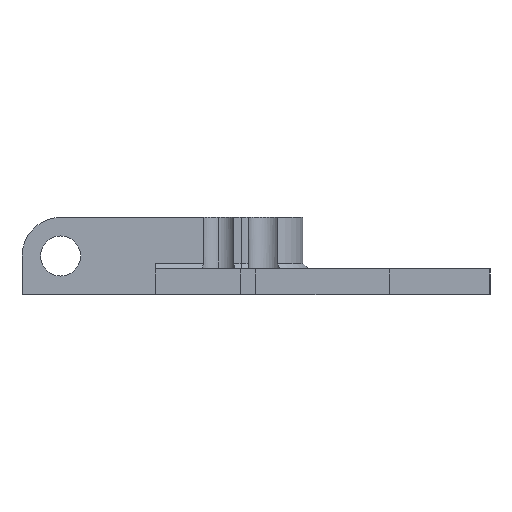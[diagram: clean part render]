
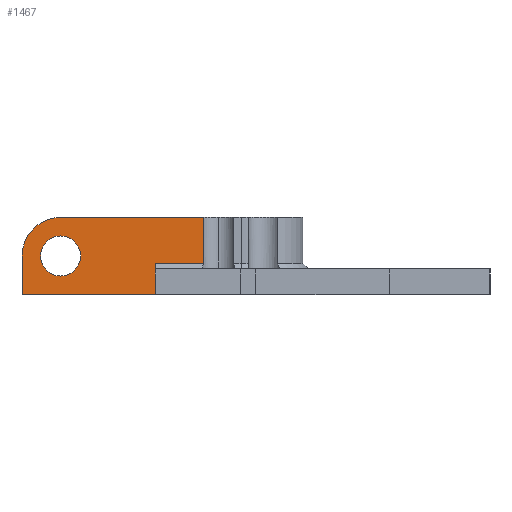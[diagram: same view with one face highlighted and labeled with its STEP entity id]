
A CAD part, left-side view. The second image highlights one B-rep face of the part: STEP entity #1467.
In plain terms, the highlighted face is planar.
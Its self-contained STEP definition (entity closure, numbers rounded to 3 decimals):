
#67 = CARTESIAN_POINT ( 'NONE',  ( 50.454, 35., -24.5 ) ) ;
#106 = VERTEX_POINT ( 'NONE', #67 ) ;
#122 = CIRCLE ( 'NONE', #586, 3.9 ) ;
#124 = EDGE_LOOP ( 'NONE', ( #262, #2853 ) ) ;
#155 = ORIENTED_EDGE ( 'NONE', *, *, #413, .F. ) ;
#163 = DIRECTION ( 'NONE',  ( 1., 0., 0. ) ) ;
#191 = LINE ( 'NONE', #765, #2912 ) ;
#261 = DIRECTION ( 'NONE',  ( 0., 0., 1. ) ) ;
#262 = ORIENTED_EDGE ( 'NONE', *, *, #473, .T. ) ;
#316 = VECTOR ( 'NONE', #2396, 1000. ) ;
#388 = VERTEX_POINT ( 'NONE', #716 ) ;
#413 = EDGE_CURVE ( 'NONE', #2477, #850, #1679, .T. ) ;
#449 = FACE_OUTER_BOUND ( 'NONE', #3086, .T. ) ;
#463 = DIRECTION ( 'NONE',  ( 0., 0., -1. ) ) ;
#473 = EDGE_CURVE ( 'NONE', #1617, #1900, #122, .T. ) ;
#484 = CARTESIAN_POINT ( 'NONE',  ( 24.584, 42.5, -24.5 ) ) ;
#556 = LINE ( 'NONE', #2468, #2319 ) ;
#558 = EDGE_CURVE ( 'NONE', #106, #3101, #191, .T. ) ;
#586 = AXIS2_PLACEMENT_3D ( 'NONE', #1768, #261, #2018 ) ;
#654 = CARTESIAN_POINT ( 'NONE',  ( 39.054, 35., -24.5 ) ) ;
#678 = FACE_BOUND ( 'NONE', #124, .T. ) ;
#716 = CARTESIAN_POINT ( 'NONE',  ( 15.117, 33.5, -24.5 ) ) ;
#765 = CARTESIAN_POINT ( 'NONE',  ( 50.454, 42.5, -24.5 ) ) ;
#786 = VECTOR ( 'NONE', #1201, 1000. ) ;
#809 = CARTESIAN_POINT ( 'NONE',  ( 42.954, 35., -24.5 ) ) ;
#850 = VERTEX_POINT ( 'NONE', #1365 ) ;
#886 = CARTESIAN_POINT ( 'NONE',  ( 50.454, 27.5, -24.5 ) ) ;
#912 = DIRECTION ( 'NONE',  ( 0., 0., 1. ) ) ;
#928 = LINE ( 'NONE', #886, #316 ) ;
#952 = DIRECTION ( 'NONE',  ( -1., 0., 0. ) ) ;
#1122 = AXIS2_PLACEMENT_3D ( 'NONE', #1976, #463, #1742 ) ;
#1132 = EDGE_CURVE ( 'NONE', #1900, #1617, #1673, .T. ) ;
#1178 = CARTESIAN_POINT ( 'NONE',  ( 15.117, 42.5, -24.5 ) ) ;
#1183 = ORIENTED_EDGE ( 'NONE', *, *, #3166, .F. ) ;
#1201 = DIRECTION ( 'NONE',  ( -1., 0., 0. ) ) ;
#1292 = DIRECTION ( 'NONE',  ( 1., 0., 0. ) ) ;
#1318 = DIRECTION ( 'NONE',  ( 0., 0., 1. ) ) ;
#1365 = CARTESIAN_POINT ( 'NONE',  ( 24.584, 27.5, -24.5 ) ) ;
#1382 = LINE ( 'NONE', #1178, #2686 ) ;
#1405 = PLANE ( 'NONE',  #2024 ) ;
#1452 = DIRECTION ( 'NONE',  ( 0., -1., 0. ) ) ;
#1467 = ADVANCED_FACE ( 'NONE', ( #678, #449 ), #1405, .F. ) ;
#1546 = CIRCLE ( 'NONE', #1122, 7.5 ) ;
#1617 = VERTEX_POINT ( 'NONE', #2092 ) ;
#1673 = CIRCLE ( 'NONE', #2392, 3.9 ) ;
#1679 = LINE ( 'NONE', #2208, #1719 ) ;
#1719 = VECTOR ( 'NONE', #1452, 1000. ) ;
#1742 = DIRECTION ( 'NONE',  ( 1., 0., 0. ) ) ;
#1768 = CARTESIAN_POINT ( 'NONE',  ( 42.954, 35., -24.5 ) ) ;
#1851 = CARTESIAN_POINT ( 'NONE',  ( 24.584, 33.5, -24.5 ) ) ;
#1900 = VERTEX_POINT ( 'NONE', #654 ) ;
#1976 = CARTESIAN_POINT ( 'NONE',  ( 42.954, 35., -24.5 ) ) ;
#2018 = DIRECTION ( 'NONE',  ( 1., 0., 0. ) ) ;
#2019 = EDGE_CURVE ( 'NONE', #2816, #106, #1546, .T. ) ;
#2024 = AXIS2_PLACEMENT_3D ( 'NONE', #2420, #912, #163 ) ;
#2032 = EDGE_CURVE ( 'NONE', #2816, #2523, #2560, .T. ) ;
#2035 = EDGE_CURVE ( 'NONE', #2477, #388, #556, .T. ) ;
#2070 = ORIENTED_EDGE ( 'NONE', *, *, #2035, .T. ) ;
#2092 = CARTESIAN_POINT ( 'NONE',  ( 46.854, 35., -24.5 ) ) ;
#2143 = CARTESIAN_POINT ( 'NONE',  ( 50.454, 27.5, -24.5 ) ) ;
#2169 = ORIENTED_EDGE ( 'NONE', *, *, #2032, .F. ) ;
#2208 = CARTESIAN_POINT ( 'NONE',  ( 24.584, 32.5, -24.5 ) ) ;
#2209 = CARTESIAN_POINT ( 'NONE',  ( 15.117, 42.5, -24.5 ) ) ;
#2319 = VECTOR ( 'NONE', #952, 1000. ) ;
#2392 = AXIS2_PLACEMENT_3D ( 'NONE', #809, #1318, #1292 ) ;
#2396 = DIRECTION ( 'NONE',  ( 1., 0., 0. ) ) ;
#2420 = CARTESIAN_POINT ( 'NONE',  ( 24.584, 42.5, -24.5 ) ) ;
#2468 = CARTESIAN_POINT ( 'NONE',  ( 24.584, 33.5, -24.5 ) ) ;
#2477 = VERTEX_POINT ( 'NONE', #1851 ) ;
#2495 = DIRECTION ( 'NONE',  ( 0., -1., 0. ) ) ;
#2523 = VERTEX_POINT ( 'NONE', #2209 ) ;
#2560 = LINE ( 'NONE', #484, #786 ) ;
#2686 = VECTOR ( 'NONE', #3175, 1000. ) ;
#2816 = VERTEX_POINT ( 'NONE', #3037 ) ;
#2853 = ORIENTED_EDGE ( 'NONE', *, *, #1132, .T. ) ;
#2912 = VECTOR ( 'NONE', #2495, 1000. ) ;
#3037 = CARTESIAN_POINT ( 'NONE',  ( 42.954, 42.5, -24.5 ) ) ;
#3086 = EDGE_LOOP ( 'NONE', ( #2169, #3204, #3168, #1183, #155, #2070, #3172 ) ) ;
#3101 = VERTEX_POINT ( 'NONE', #2143 ) ;
#3143 = EDGE_CURVE ( 'NONE', #2523, #388, #1382, .T. ) ;
#3166 = EDGE_CURVE ( 'NONE', #850, #3101, #928, .T. ) ;
#3168 = ORIENTED_EDGE ( 'NONE', *, *, #558, .T. ) ;
#3172 = ORIENTED_EDGE ( 'NONE', *, *, #3143, .F. ) ;
#3175 = DIRECTION ( 'NONE',  ( 0., -1., 0. ) ) ;
#3204 = ORIENTED_EDGE ( 'NONE', *, *, #2019, .T. ) ;
